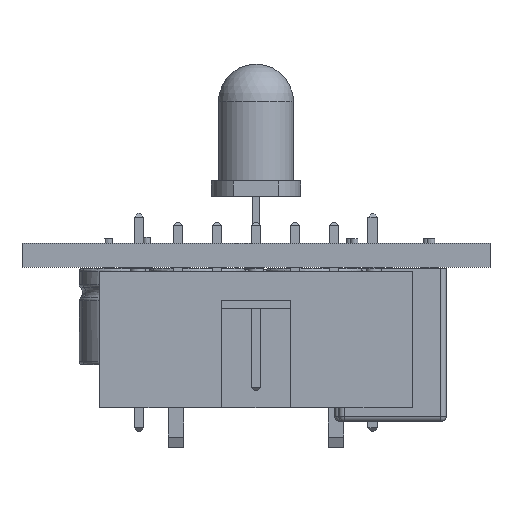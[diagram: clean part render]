
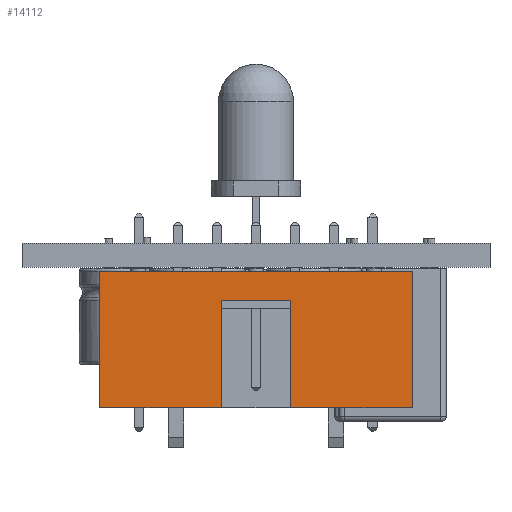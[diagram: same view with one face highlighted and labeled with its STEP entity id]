
A CAD part, front view. The second image highlights one B-rep face of the part: STEP entity #14112.
In plain terms, the highlighted face is planar.
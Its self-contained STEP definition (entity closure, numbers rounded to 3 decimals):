
#14112 = ADVANCED_FACE('',(#14113),#14127,.T.);
#14113 = FACE_BOUND('',#14114,.T.);
#14114 = EDGE_LOOP('',(#14115,#14150,#14178,#14206,#14234,#14262,#14290,
    #14318));
#14115 = ORIENTED_EDGE('',*,*,#14116,.F.);
#14116 = EDGE_CURVE('',#14117,#14119,#14121,.T.);
#14117 = VERTEX_POINT('',#14118);
#14118 = CARTESIAN_POINT('',(-3.155,5.1,0.25));
#14119 = VERTEX_POINT('',#14120);
#14120 = CARTESIAN_POINT('',(-3.155,5.1,9.1));
#14121 = SURFACE_CURVE('',#14122,(#14126,#14138),.PCURVE_S1.);
#14122 = LINE('',#14123,#14124);
#14123 = CARTESIAN_POINT('',(-3.155,5.1,0.25));
#14124 = VECTOR('',#14125,1.);
#14125 = DIRECTION('',(0.,0.,1.));
#14126 = PCURVE('',#14127,#14132);
#14127 = PLANE('',#14128);
#14128 = AXIS2_PLACEMENT_3D('',#14129,#14130,#14131);
#14129 = CARTESIAN_POINT('',(-3.155,-5.08,4.675));
#14130 = DIRECTION('',(-1.,-0.,0.));
#14131 = DIRECTION('',(0.,0.,-1.));
#14132 = DEFINITIONAL_REPRESENTATION('',(#14133),#14137);
#14133 = LINE('',#14134,#14135);
#14134 = CARTESIAN_POINT('',(4.425,-10.18));
#14135 = VECTOR('',#14136,1.);
#14136 = DIRECTION('',(-1.,0.));
#14137 = ( GEOMETRIC_REPRESENTATION_CONTEXT(2) 
PARAMETRIC_REPRESENTATION_CONTEXT() REPRESENTATION_CONTEXT('2D SPACE',''
  ) );
#14138 = PCURVE('',#14139,#14144);
#14139 = PLANE('',#14140);
#14140 = AXIS2_PLACEMENT_3D('',#14141,#14142,#14143);
#14141 = CARTESIAN_POINT('',(1.27,5.1,4.675));
#14142 = DIRECTION('',(0.,1.,0.));
#14143 = DIRECTION('',(0.,0.,1.));
#14144 = DEFINITIONAL_REPRESENTATION('',(#14145),#14149);
#14145 = LINE('',#14146,#14147);
#14146 = CARTESIAN_POINT('',(-4.425,-4.425));
#14147 = VECTOR('',#14148,1.);
#14148 = DIRECTION('',(1.,0.));
#14149 = ( GEOMETRIC_REPRESENTATION_CONTEXT(2) 
PARAMETRIC_REPRESENTATION_CONTEXT() REPRESENTATION_CONTEXT('2D SPACE',''
  ) );
#14150 = ORIENTED_EDGE('',*,*,#14151,.T.);
#14151 = EDGE_CURVE('',#14117,#14152,#14154,.T.);
#14152 = VERTEX_POINT('',#14153);
#14153 = CARTESIAN_POINT('',(-3.155,-15.26,0.25));
#14154 = SURFACE_CURVE('',#14155,(#14159,#14166),.PCURVE_S1.);
#14155 = LINE('',#14156,#14157);
#14156 = CARTESIAN_POINT('',(-3.155,5.1,0.25));
#14157 = VECTOR('',#14158,1.);
#14158 = DIRECTION('',(0.,-1.,0.));
#14159 = PCURVE('',#14127,#14160);
#14160 = DEFINITIONAL_REPRESENTATION('',(#14161),#14165);
#14161 = LINE('',#14162,#14163);
#14162 = CARTESIAN_POINT('',(4.425,-10.18));
#14163 = VECTOR('',#14164,1.);
#14164 = DIRECTION('',(0.,1.));
#14165 = ( GEOMETRIC_REPRESENTATION_CONTEXT(2) 
PARAMETRIC_REPRESENTATION_CONTEXT() REPRESENTATION_CONTEXT('2D SPACE',''
  ) );
#14166 = PCURVE('',#14167,#14172);
#14167 = PLANE('',#14168);
#14168 = AXIS2_PLACEMENT_3D('',#14169,#14170,#14171);
#14169 = CARTESIAN_POINT('',(1.318,-5.08,0.25));
#14170 = DIRECTION('',(-0.,-0.,-1.));
#14171 = DIRECTION('',(-1.,0.,0.));
#14172 = DEFINITIONAL_REPRESENTATION('',(#14173),#14177);
#14173 = LINE('',#14174,#14175);
#14174 = CARTESIAN_POINT('',(4.473,10.18));
#14175 = VECTOR('',#14176,1.);
#14176 = DIRECTION('',(0.,-1.));
#14177 = ( GEOMETRIC_REPRESENTATION_CONTEXT(2) 
PARAMETRIC_REPRESENTATION_CONTEXT() REPRESENTATION_CONTEXT('2D SPACE',''
  ) );
#14178 = ORIENTED_EDGE('',*,*,#14179,.T.);
#14179 = EDGE_CURVE('',#14152,#14180,#14182,.T.);
#14180 = VERTEX_POINT('',#14181);
#14181 = CARTESIAN_POINT('',(-3.155,-15.26,9.1));
#14182 = SURFACE_CURVE('',#14183,(#14187,#14194),.PCURVE_S1.);
#14183 = LINE('',#14184,#14185);
#14184 = CARTESIAN_POINT('',(-3.155,-15.26,2.6));
#14185 = VECTOR('',#14186,1.);
#14186 = DIRECTION('',(0.,0.,1.));
#14187 = PCURVE('',#14127,#14188);
#14188 = DEFINITIONAL_REPRESENTATION('',(#14189),#14193);
#14189 = LINE('',#14190,#14191);
#14190 = CARTESIAN_POINT('',(2.075,10.18));
#14191 = VECTOR('',#14192,1.);
#14192 = DIRECTION('',(-1.,0.));
#14193 = ( GEOMETRIC_REPRESENTATION_CONTEXT(2) 
PARAMETRIC_REPRESENTATION_CONTEXT() REPRESENTATION_CONTEXT('2D SPACE',''
  ) );
#14194 = PCURVE('',#14195,#14200);
#14195 = PLANE('',#14196);
#14196 = AXIS2_PLACEMENT_3D('',#14197,#14198,#14199);
#14197 = CARTESIAN_POINT('',(1.27,-15.26,4.675));
#14198 = DIRECTION('',(-0.,-1.,0.));
#14199 = DIRECTION('',(0.,0.,-1.));
#14200 = DEFINITIONAL_REPRESENTATION('',(#14201),#14205);
#14201 = LINE('',#14202,#14203);
#14202 = CARTESIAN_POINT('',(2.075,-4.425));
#14203 = VECTOR('',#14204,1.);
#14204 = DIRECTION('',(-1.,0.));
#14205 = ( GEOMETRIC_REPRESENTATION_CONTEXT(2) 
PARAMETRIC_REPRESENTATION_CONTEXT() REPRESENTATION_CONTEXT('2D SPACE',''
  ) );
#14206 = ORIENTED_EDGE('',*,*,#14207,.F.);
#14207 = EDGE_CURVE('',#14208,#14180,#14210,.T.);
#14208 = VERTEX_POINT('',#14209);
#14209 = CARTESIAN_POINT('',(-3.155,-7.33,9.1));
#14210 = SURFACE_CURVE('',#14211,(#14215,#14222),.PCURVE_S1.);
#14211 = LINE('',#14212,#14213);
#14212 = CARTESIAN_POINT('',(-3.155,5.1,9.1));
#14213 = VECTOR('',#14214,1.);
#14214 = DIRECTION('',(0.,-1.,0.));
#14215 = PCURVE('',#14127,#14216);
#14216 = DEFINITIONAL_REPRESENTATION('',(#14217),#14221);
#14217 = LINE('',#14218,#14219);
#14218 = CARTESIAN_POINT('',(-4.425,-10.18));
#14219 = VECTOR('',#14220,1.);
#14220 = DIRECTION('',(0.,1.));
#14221 = ( GEOMETRIC_REPRESENTATION_CONTEXT(2) 
PARAMETRIC_REPRESENTATION_CONTEXT() REPRESENTATION_CONTEXT('2D SPACE',''
  ) );
#14222 = PCURVE('',#14223,#14228);
#14223 = PLANE('',#14224);
#14224 = AXIS2_PLACEMENT_3D('',#14225,#14226,#14227);
#14225 = CARTESIAN_POINT('',(1.27,-5.08,9.1));
#14226 = DIRECTION('',(0.,0.,1.));
#14227 = DIRECTION('',(1.,0.,-0.));
#14228 = DEFINITIONAL_REPRESENTATION('',(#14229),#14233);
#14229 = LINE('',#14230,#14231);
#14230 = CARTESIAN_POINT('',(-4.425,10.18));
#14231 = VECTOR('',#14232,1.);
#14232 = DIRECTION('',(0.,-1.));
#14233 = ( GEOMETRIC_REPRESENTATION_CONTEXT(2) 
PARAMETRIC_REPRESENTATION_CONTEXT() REPRESENTATION_CONTEXT('2D SPACE',''
  ) );
#14234 = ORIENTED_EDGE('',*,*,#14235,.T.);
#14235 = EDGE_CURVE('',#14208,#14236,#14238,.T.);
#14236 = VERTEX_POINT('',#14237);
#14237 = CARTESIAN_POINT('',(-3.155,-7.33,2.1));
#14238 = SURFACE_CURVE('',#14239,(#14243,#14250),.PCURVE_S1.);
#14239 = LINE('',#14240,#14241);
#14240 = CARTESIAN_POINT('',(-3.155,-7.33,3.388));
#14241 = VECTOR('',#14242,1.);
#14242 = DIRECTION('',(0.,0.,-1.));
#14243 = PCURVE('',#14127,#14244);
#14244 = DEFINITIONAL_REPRESENTATION('',(#14245),#14249);
#14245 = LINE('',#14246,#14247);
#14246 = CARTESIAN_POINT('',(1.288,2.25));
#14247 = VECTOR('',#14248,1.);
#14248 = DIRECTION('',(1.,0.));
#14249 = ( GEOMETRIC_REPRESENTATION_CONTEXT(2) 
PARAMETRIC_REPRESENTATION_CONTEXT() REPRESENTATION_CONTEXT('2D SPACE',''
  ) );
#14250 = PCURVE('',#14251,#14256);
#14251 = PLANE('',#14252);
#14252 = AXIS2_PLACEMENT_3D('',#14253,#14254,#14255);
#14253 = CARTESIAN_POINT('',(-5.155,-7.33,2.1));
#14254 = DIRECTION('',(0.,1.,0.));
#14255 = DIRECTION('',(1.,0.,0.));
#14256 = DEFINITIONAL_REPRESENTATION('',(#14257),#14261);
#14257 = LINE('',#14258,#14259);
#14258 = CARTESIAN_POINT('',(2.,-1.288));
#14259 = VECTOR('',#14260,1.);
#14260 = DIRECTION('',(0.,1.));
#14261 = ( GEOMETRIC_REPRESENTATION_CONTEXT(2) 
PARAMETRIC_REPRESENTATION_CONTEXT() REPRESENTATION_CONTEXT('2D SPACE',''
  ) );
#14262 = ORIENTED_EDGE('',*,*,#14263,.T.);
#14263 = EDGE_CURVE('',#14236,#14264,#14266,.T.);
#14264 = VERTEX_POINT('',#14265);
#14265 = CARTESIAN_POINT('',(-3.155,-2.83,2.1));
#14266 = SURFACE_CURVE('',#14267,(#14271,#14278),.PCURVE_S1.);
#14267 = LINE('',#14268,#14269);
#14268 = CARTESIAN_POINT('',(-3.155,-5.08,2.1));
#14269 = VECTOR('',#14270,1.);
#14270 = DIRECTION('',(0.,1.,0.));
#14271 = PCURVE('',#14127,#14272);
#14272 = DEFINITIONAL_REPRESENTATION('',(#14273),#14277);
#14273 = LINE('',#14274,#14275);
#14274 = CARTESIAN_POINT('',(2.575,0.));
#14275 = VECTOR('',#14276,1.);
#14276 = DIRECTION('',(0.,-1.));
#14277 = ( GEOMETRIC_REPRESENTATION_CONTEXT(2) 
PARAMETRIC_REPRESENTATION_CONTEXT() REPRESENTATION_CONTEXT('2D SPACE',''
  ) );
#14278 = PCURVE('',#14279,#14284);
#14279 = PLANE('',#14280);
#14280 = AXIS2_PLACEMENT_3D('',#14281,#14282,#14283);
#14281 = CARTESIAN_POINT('',(-3.155,-5.08,2.1));
#14282 = DIRECTION('',(0.,0.,1.));
#14283 = DIRECTION('',(1.,0.,-0.));
#14284 = DEFINITIONAL_REPRESENTATION('',(#14285),#14289);
#14285 = LINE('',#14286,#14287);
#14286 = CARTESIAN_POINT('',(0.,0.));
#14287 = VECTOR('',#14288,1.);
#14288 = DIRECTION('',(0.,1.));
#14289 = ( GEOMETRIC_REPRESENTATION_CONTEXT(2) 
PARAMETRIC_REPRESENTATION_CONTEXT() REPRESENTATION_CONTEXT('2D SPACE',''
  ) );
#14290 = ORIENTED_EDGE('',*,*,#14291,.T.);
#14291 = EDGE_CURVE('',#14264,#14292,#14294,.T.);
#14292 = VERTEX_POINT('',#14293);
#14293 = CARTESIAN_POINT('',(-3.155,-2.83,9.1));
#14294 = SURFACE_CURVE('',#14295,(#14299,#14306),.PCURVE_S1.);
#14295 = LINE('',#14296,#14297);
#14296 = CARTESIAN_POINT('',(-3.155,-2.83,3.388));
#14297 = VECTOR('',#14298,1.);
#14298 = DIRECTION('',(0.,0.,1.));
#14299 = PCURVE('',#14127,#14300);
#14300 = DEFINITIONAL_REPRESENTATION('',(#14301),#14305);
#14301 = LINE('',#14302,#14303);
#14302 = CARTESIAN_POINT('',(1.288,-2.25));
#14303 = VECTOR('',#14304,1.);
#14304 = DIRECTION('',(-1.,0.));
#14305 = ( GEOMETRIC_REPRESENTATION_CONTEXT(2) 
PARAMETRIC_REPRESENTATION_CONTEXT() REPRESENTATION_CONTEXT('2D SPACE',''
  ) );
#14306 = PCURVE('',#14307,#14312);
#14307 = PLANE('',#14308);
#14308 = AXIS2_PLACEMENT_3D('',#14309,#14310,#14311);
#14309 = CARTESIAN_POINT('',(-1.155,-2.83,2.1));
#14310 = DIRECTION('',(0.,-1.,0.));
#14311 = DIRECTION('',(-1.,0.,0.));
#14312 = DEFINITIONAL_REPRESENTATION('',(#14313),#14317);
#14313 = LINE('',#14314,#14315);
#14314 = CARTESIAN_POINT('',(2.,-1.288));
#14315 = VECTOR('',#14316,1.);
#14316 = DIRECTION('',(0.,-1.));
#14317 = ( GEOMETRIC_REPRESENTATION_CONTEXT(2) 
PARAMETRIC_REPRESENTATION_CONTEXT() REPRESENTATION_CONTEXT('2D SPACE',''
  ) );
#14318 = ORIENTED_EDGE('',*,*,#14319,.F.);
#14319 = EDGE_CURVE('',#14119,#14292,#14320,.T.);
#14320 = SURFACE_CURVE('',#14321,(#14325,#14332),.PCURVE_S1.);
#14321 = LINE('',#14322,#14323);
#14322 = CARTESIAN_POINT('',(-3.155,5.1,9.1));
#14323 = VECTOR('',#14324,1.);
#14324 = DIRECTION('',(0.,-1.,0.));
#14325 = PCURVE('',#14127,#14326);
#14326 = DEFINITIONAL_REPRESENTATION('',(#14327),#14331);
#14327 = LINE('',#14328,#14329);
#14328 = CARTESIAN_POINT('',(-4.425,-10.18));
#14329 = VECTOR('',#14330,1.);
#14330 = DIRECTION('',(0.,1.));
#14331 = ( GEOMETRIC_REPRESENTATION_CONTEXT(2) 
PARAMETRIC_REPRESENTATION_CONTEXT() REPRESENTATION_CONTEXT('2D SPACE',''
  ) );
#14332 = PCURVE('',#14223,#14333);
#14333 = DEFINITIONAL_REPRESENTATION('',(#14334),#14338);
#14334 = LINE('',#14335,#14336);
#14335 = CARTESIAN_POINT('',(-4.425,10.18));
#14336 = VECTOR('',#14337,1.);
#14337 = DIRECTION('',(0.,-1.));
#14338 = ( GEOMETRIC_REPRESENTATION_CONTEXT(2) 
PARAMETRIC_REPRESENTATION_CONTEXT() REPRESENTATION_CONTEXT('2D SPACE',''
  ) );
